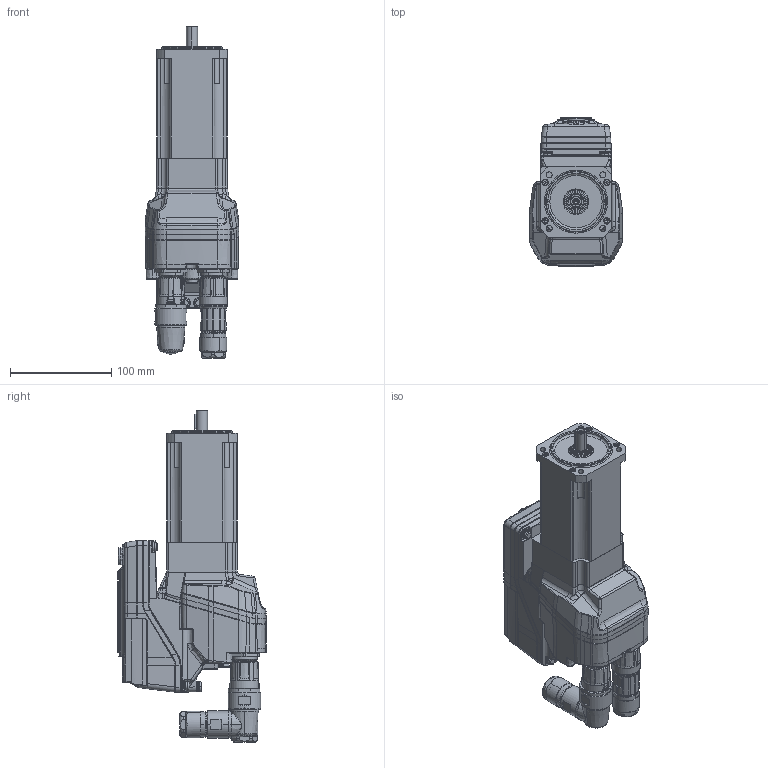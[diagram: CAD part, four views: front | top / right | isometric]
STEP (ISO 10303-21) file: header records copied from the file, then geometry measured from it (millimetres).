
FILE_DESCRIPTION((''),'2;1');
FILE_NAME('ISD520_E1_B36_E8Q_E_NO_BK_LITE_ASM','2024-03-11T16:52:18',('U384099'),('Danfoss Drives'),'CREO PARAMETRIC BY PTC INC, 2022124','CREO PARAMETRIC BY PTC INC, 2022124','');
FILE_SCHEMA(('CONFIG_CONTROL_DESIGN','GEOMETRIC_VALIDATION_PROPERTIES_MIM'));
Products named in the file (7): DSD520_DRIVE_SIMP_NO_SPLITTER; ISD520_B36_NO_BK_20240311; 175G0336; 175G0337; 175G0547; HUMMEL_755660000S; ISD520_E1_B36_E8Q_E_NO_BK_LITE_ASM
Assembly tree (6 placements, depth 2):
  ISD520_E1_B36_E8Q_E_NO_BK_LITE_ASM
    DSD520_DRIVE_SIMP_NO_SPLITTER
    ISD520_B36_NO_BK_20240311
    175G0336
    175G0337
    175G0547
    HUMMEL_755660000S
Bounding box: 92.18 x 147 x 327.82 mm (x, y, z)
Volume: 29733.8 mm3; surface area: 256552.2 mm2
Topology: 12 solids, 332 shells, 4373 faces, 13985 edges, 9896 vertices
Faces by surface type: plane 1377, cylinder 1168, bspline 979, torus 339, cone 314, extrusion 144, sphere 52
Entity records: 297047 total; most frequent: CARTESIAN_POINT 155350, ORIENTED_EDGE 23182, DIRECTION 19079, EDGE_CURVE 13950, VERTEX_POINT 9893, AXIS2_PLACEMENT_3D 6760, PRESENTATION_STYLE_ASSIGNMENT 6127, STYLED_ITEM 6101
